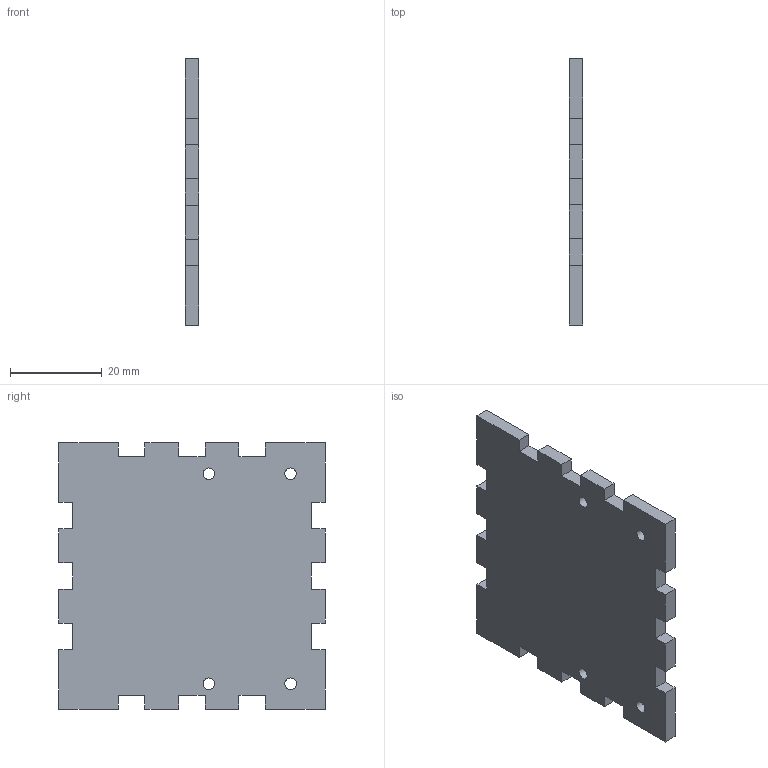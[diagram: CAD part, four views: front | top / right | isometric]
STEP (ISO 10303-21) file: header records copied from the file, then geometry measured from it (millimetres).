
FILE_DESCRIPTION(/* description */ ('STEP AP242','CAx-IF Rec.Pracs.---Representation and Presentation of Product Manufacturing Information (PMI)---4.0---2014-10-13','CAx-IF Rec.Pracs.---3D Tessellated Geometry---0.4---2014-09-14','2;1'),/* implementation_level */ '2;1');
FILE_NAME(/* name */ '63e57d0626fac504e975e45c',/* time_stamp */ '2023-02-09T23:08:54+00:00',/* author */ (''),/* organization */ (''),/* preprocessor_version */ 'ST-DEVELOPER v18.102',/* originating_system */ ' ',/* authorisation */ ' ');
FILE_SCHEMA (('AP242_MANAGED_MODEL_BASED_3D_ENGINEERING_MIM_LF { 1 0 10303 442 1 1 4 }'));
Length unit declared in the file: metre
Products named in the file (1): Part 1
Bounding box: 3 x 58 x 58 mm (x, y, z)
Volume: 9411.1 mm3; surface area: 7281.1 mm2
Topology: 1 solids, 1 shells, 58 faces, 168 edges, 112 vertices
Faces by surface type: plane 54, cylinder 4
Full cylindrical faces by diameter (mm): 2.5 x2, 2.54 x2
Entity records: 1898 total; most frequent: CARTESIAN_POINT 335, ORIENTED_EDGE 328, DIRECTION 290, EDGE_CURVE 164, LINE 156, VECTOR 156, VERTEX_POINT 112, EDGE_LOOP 70
